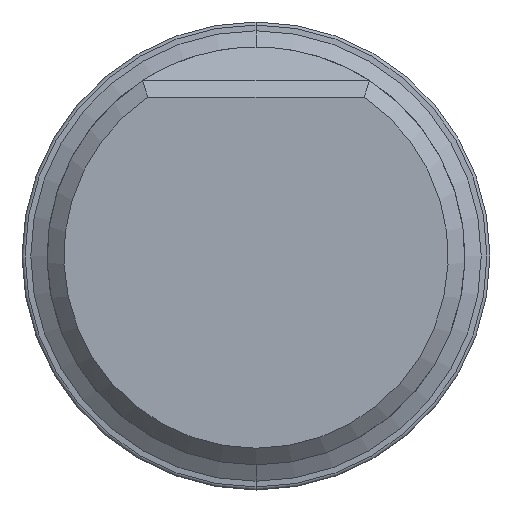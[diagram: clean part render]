
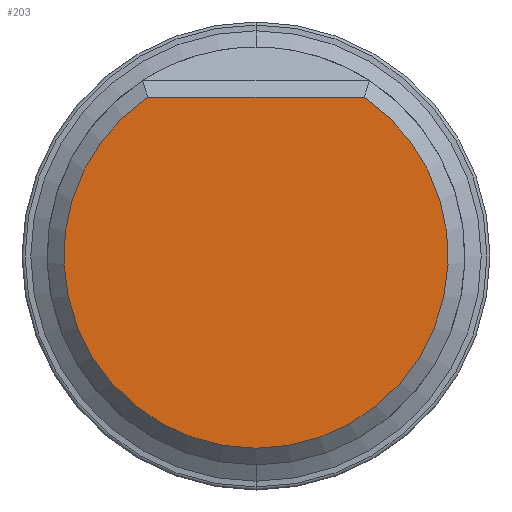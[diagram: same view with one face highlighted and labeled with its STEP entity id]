
A CAD part, front view. The second image highlights one B-rep face of the part: STEP entity #203.
In plain terms, the highlighted planar face has unit normal (0, -1, 0).
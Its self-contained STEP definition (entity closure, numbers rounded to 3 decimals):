
#15 = EDGE_CURVE ( 'NONE', #389, #603, #748, .T. ) ;
#32 = FACE_OUTER_BOUND ( 'NONE', #552, .T. ) ;
#45 = VECTOR ( 'NONE', #472, 1000. ) ;
#58 = AXIS2_PLACEMENT_3D ( 'NONE', #524, #516, #451 ) ;
#63 = DIRECTION ( 'NONE',  ( 0., 0., 1. ) ) ;
#201 = CARTESIAN_POINT ( 'NONE',  ( -6.782, 0., 9.5 ) ) ;
#203 = ADVANCED_FACE ( 'NONE', ( #32 ), #439, .F. ) ;
#228 = LINE ( 'NONE', #201, #45 ) ;
#237 = ORIENTED_EDGE ( 'NONE', *, *, #764, .T. ) ;
#354 = ORIENTED_EDGE ( 'NONE', *, *, #15, .T. ) ;
#389 = VERTEX_POINT ( 'NONE', #483 ) ;
#439 = PLANE ( 'NONE',  #58 ) ;
#451 = DIRECTION ( 'NONE',  ( 0., 0., 1. ) ) ;
#454 = CARTESIAN_POINT ( 'NONE',  ( 6.481, 0., 9.5 ) ) ;
#472 = DIRECTION ( 'NONE',  ( -1., 0., 0. ) ) ;
#483 = CARTESIAN_POINT ( 'NONE',  ( -6.481, 0., 9.5 ) ) ;
#489 = AXIS2_PLACEMENT_3D ( 'NONE', #853, #582, #63 ) ;
#516 = DIRECTION ( 'NONE',  ( 0., 1., 0. ) ) ;
#524 = CARTESIAN_POINT ( 'NONE',  ( 0., 0., 0. ) ) ;
#552 = EDGE_LOOP ( 'NONE', ( #237, #354 ) ) ;
#582 = DIRECTION ( 'NONE',  ( 0., -1., 0. ) ) ;
#603 = VERTEX_POINT ( 'NONE', #454 ) ;
#748 = CIRCLE ( 'NONE', #489, 11.5 ) ;
#764 = EDGE_CURVE ( 'NONE', #603, #389, #228, .T. ) ;
#853 = CARTESIAN_POINT ( 'NONE',  ( 0., 0., 0. ) ) ;
